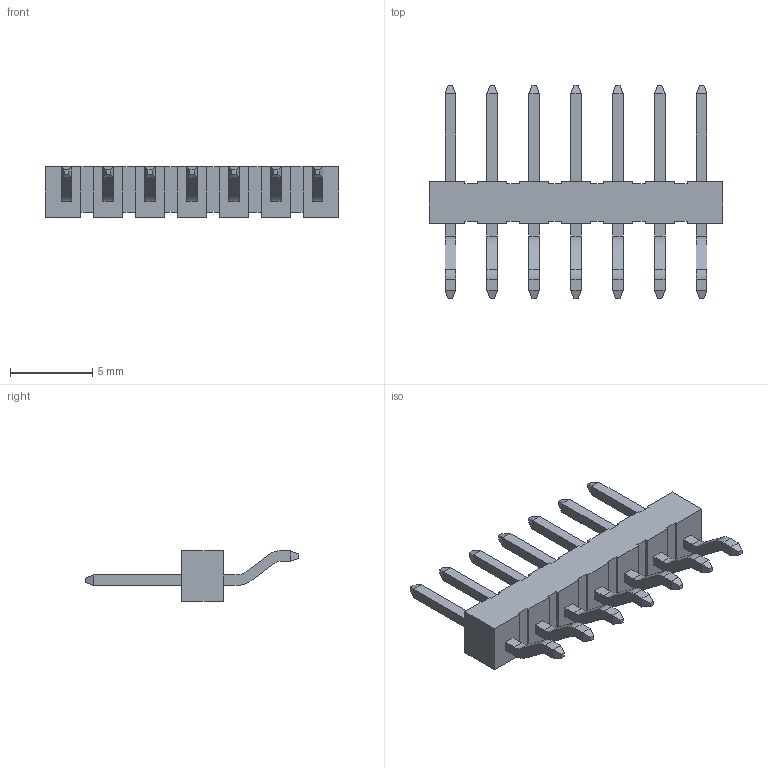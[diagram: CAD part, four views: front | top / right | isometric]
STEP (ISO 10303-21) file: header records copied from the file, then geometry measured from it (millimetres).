
FILE_DESCRIPTION (( 'STEP AP214' ), '1' );
FILE_NAME ('Samtec-TSM-107-01-L-SH.STEP', '2014-07-15T13:38:13', ( '' ), ( '' ), 'SwSTEP 2.0', 'SolidWorks 2014', '' );
FILE_SCHEMA (( 'AUTOMOTIVE_DESIGN' ));
Length unit declared in the file: inch
Products named in the file (1): Samtec-TSM-107-01-L-SH
Bounding box: 17.78 x 12.95 x 3.05 mm (x, y, z)
Volume: 160.2 mm3; surface area: 410.6 mm2
Topology: 1 solids, 1 shells, 236 faces, 604 edges, 384 vertices
Faces by surface type: plane 208, cylinder 28
Entity records: 7718 total; most frequent: CARTESIAN_POINT 1225, ORIENTED_EDGE 1208, DIRECTION 1134, EDGE_CURVE 604, VECTOR 548, LINE 548, VERTEX_POINT 384, AXIS2_PLACEMENT_3D 293
